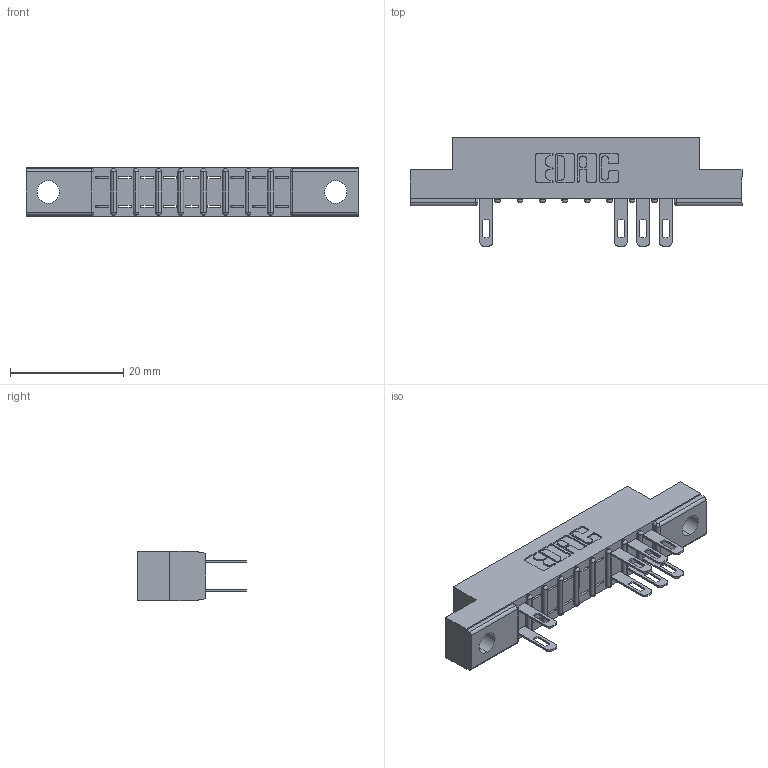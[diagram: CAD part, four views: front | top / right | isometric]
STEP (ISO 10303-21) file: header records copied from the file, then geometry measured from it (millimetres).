
FILE_DESCRIPTION (( 'STEP AP203' ), '1' );
FILE_NAME ('357-018-500-202.STEP', '2018-08-08T05:16:18', ( '' ), ( '' ), 'SwSTEP 2.0', 'SolidWorks 2016', '' );
FILE_SCHEMA (( 'CONFIG_CONTROL_DESIGN' ));
Length unit declared in the file: inch
Products named in the file (3): 307-290-001_500; 357-018-500-202; 307 Part_.128 Dia Mounting Holes
Assembly tree (9 placements, depth 2):
  357-018-500-202
    307 Part_.128 Dia Mounting Holes
    307-290-001_500  x8
Bounding box: 58.67 x 19.18 x 8.71 mm (x, y, z)
Volume: 3645 mm3; surface area: 4969.4 mm2
Topology: 9 solids, 9 shells, 596 faces, 1683 edges, 1082 vertices
Faces by surface type: plane 370, cylinder 206, sphere 20
Entity records: 11728 total; most frequent: CARTESIAN_POINT 1967, ORIENTED_EDGE 1954, DIRECTION 1933, EDGE_CURVE 977, VECTOR 733, LINE 733, VERTEX_POINT 634, AXIS2_PLACEMENT_3D 600
